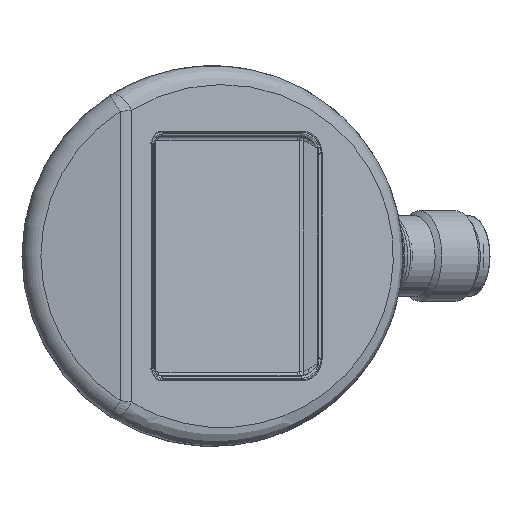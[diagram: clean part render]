
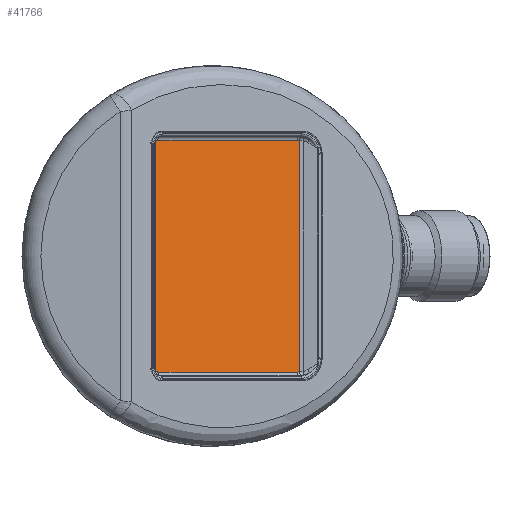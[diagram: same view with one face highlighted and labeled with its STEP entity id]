
A CAD part, front view. The second image highlights one B-rep face of the part: STEP entity #41766.
In plain terms, the highlighted planar face has unit normal (0.5, -0.866, 0).
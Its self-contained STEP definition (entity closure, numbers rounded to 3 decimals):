
#2506=LINE('',#52762,#4628);
#2507=LINE('',#52766,#4629);
#2508=LINE('',#52770,#4630);
#2509=LINE('',#52774,#4631);
#4628=VECTOR('',#45905,1000.);
#4629=VECTOR('',#45908,1000.);
#4630=VECTOR('',#45911,1000.);
#4631=VECTOR('',#45914,1000.);
#6750=ORIENTED_EDGE('',*,*,#15772,.T.);
#6751=ORIENTED_EDGE('',*,*,#15773,.T.);
#6752=ORIENTED_EDGE('',*,*,#15774,.T.);
#6753=ORIENTED_EDGE('',*,*,#15775,.T.);
#6754=ORIENTED_EDGE('',*,*,#15776,.T.);
#6755=ORIENTED_EDGE('',*,*,#15777,.T.);
#6756=ORIENTED_EDGE('',*,*,#15778,.T.);
#6757=ORIENTED_EDGE('',*,*,#15779,.T.);
#15772=EDGE_CURVE('',#20283,#20284,#23240,.F.);
#15773=EDGE_CURVE('',#20284,#20285,#2506,.T.);
#15774=EDGE_CURVE('',#20285,#20286,#23241,.F.);
#15775=EDGE_CURVE('',#20286,#20287,#2507,.T.);
#15776=EDGE_CURVE('',#20287,#20288,#23242,.F.);
#15777=EDGE_CURVE('',#20288,#20289,#2508,.T.);
#15778=EDGE_CURVE('',#20289,#20290,#23243,.F.);
#15779=EDGE_CURVE('',#20290,#20283,#2509,.T.);
#20283=VERTEX_POINT('',#52760);
#20284=VERTEX_POINT('',#52761);
#20285=VERTEX_POINT('',#52763);
#20286=VERTEX_POINT('',#52765);
#20287=VERTEX_POINT('',#52767);
#20288=VERTEX_POINT('',#52769);
#20289=VERTEX_POINT('',#52771);
#20290=VERTEX_POINT('',#52773);
#23240=CIRCLE('',#43533,1.946);
#23241=CIRCLE('',#43534,1.946);
#23242=CIRCLE('',#43535,0.446);
#23243=CIRCLE('',#43536,0.446);
#23950=EDGE_LOOP('',(#6750,#6751,#6752,#6753,#6754,#6755,#6756,#6757));
#25979=FACE_BOUND('',#23950,.T.);
#28009=PLANE('',#43532);
#41766=ADVANCED_FACE('',(#25979),#28009,.F.);
#43532=AXIS2_PLACEMENT_3D('',#52758,#45901,#45902);
#43533=AXIS2_PLACEMENT_3D('',#52759,#45903,#45904);
#43534=AXIS2_PLACEMENT_3D('',#52764,#45906,#45907);
#43535=AXIS2_PLACEMENT_3D('',#52768,#45909,#45910);
#43536=AXIS2_PLACEMENT_3D('',#52772,#45912,#45913);
#45901=DIRECTION('',(-0.5,0.866,0.));
#45902=DIRECTION('',(0.866,0.5,0.));
#45903=DIRECTION('',(-0.5,0.866,0.));
#45904=DIRECTION('',(0.866,0.5,0.));
#45905=DIRECTION('',(0.,0.,1.));
#45906=DIRECTION('',(-0.5,0.866,0.));
#45907=DIRECTION('',(0.866,0.5,0.));
#45908=DIRECTION('',(-0.866,-0.5,0.));
#45909=DIRECTION('',(-0.5,0.866,0.));
#45910=DIRECTION('',(0.866,0.5,0.));
#45911=DIRECTION('',(0.,0.,-1.));
#45912=DIRECTION('',(-0.5,0.866,0.));
#45913=DIRECTION('',(0.866,0.5,0.));
#45914=DIRECTION('',(0.866,0.5,0.));
#52758=CARTESIAN_POINT('',(11.243,-23.119,13.4));
#52759=CARTESIAN_POINT('',(11.243,-23.119,-13.4));
#52760=CARTESIAN_POINT('',(11.243,-23.119,-15.346));
#52761=CARTESIAN_POINT('',(11.526,-22.955,-15.318));
#52762=CARTESIAN_POINT('',(11.526,-22.955,15.252));
#52763=CARTESIAN_POINT('',(11.526,-22.955,15.318));
#52764=CARTESIAN_POINT('',(11.243,-23.119,13.4));
#52765=CARTESIAN_POINT('',(11.243,-23.119,15.346));
#52766=CARTESIAN_POINT('',(-7.203,-33.769,15.346));
#52767=CARTESIAN_POINT('',(-7.203,-33.769,15.346));
#52768=CARTESIAN_POINT('',(-7.203,-33.769,14.9));
#52769=CARTESIAN_POINT('',(-7.589,-33.991,14.9));
#52770=CARTESIAN_POINT('',(-7.589,-33.991,-14.9));
#52771=CARTESIAN_POINT('',(-7.589,-33.991,-14.9));
#52772=CARTESIAN_POINT('',(-7.203,-33.769,-14.9));
#52773=CARTESIAN_POINT('',(-7.203,-33.769,-15.346));
#52774=CARTESIAN_POINT('',(11.243,-23.119,-15.346));
